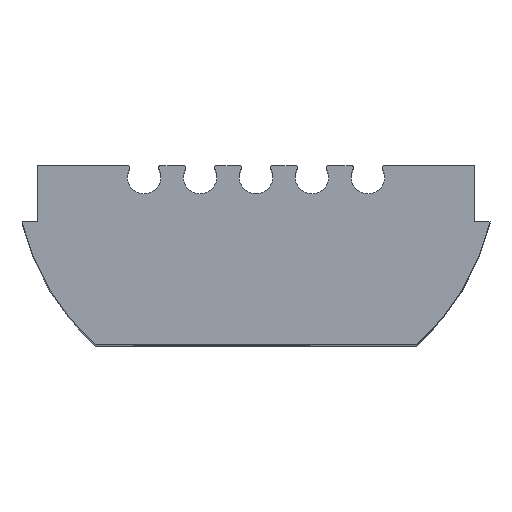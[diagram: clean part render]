
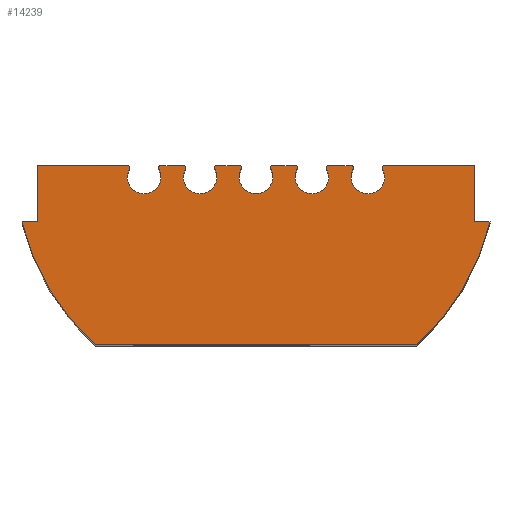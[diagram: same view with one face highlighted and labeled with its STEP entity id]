
A CAD part, top view. The second image highlights one B-rep face of the part: STEP entity #14239.
In plain terms, the highlighted planar face has unit normal (0, 0, 1).
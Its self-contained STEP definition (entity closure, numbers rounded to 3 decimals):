
#162=PLANE('',#16296);
#913=FACE_OUTER_BOUND('',#1693,.T.);
#1693=EDGE_LOOP('',(#12697,#12698,#12699,#12700,#12701,#12702,#12703,#12704,
#12705,#12706,#12707,#12708,#12709,#12710,#12711,#12712,#12713,#12714,#12715,
#12716,#12717,#12718,#12719,#12720,#12721,#12722,#12723,#12724));
#2506=LINE('',#25442,#3402);
#2522=LINE('',#25516,#3418);
#2527=LINE('',#25532,#3423);
#2565=LINE('',#25680,#3461);
#2580=LINE('',#25718,#3476);
#2581=LINE('',#25722,#3477);
#2584=LINE('',#25729,#3480);
#2585=LINE('',#25732,#3481);
#2586=LINE('',#25734,#3482);
#2587=LINE('',#25739,#3483);
#2588=LINE('',#25740,#3484);
#3402=VECTOR('',#20921,10.);
#3418=VECTOR('',#20993,10.);
#3423=VECTOR('',#21012,10.);
#3461=VECTOR('',#21168,10.);
#3476=VECTOR('',#21207,10.);
#3477=VECTOR('',#21212,10.);
#3480=VECTOR('',#21223,10.);
#3481=VECTOR('',#21226,10.);
#3482=VECTOR('',#21227,10.);
#3483=VECTOR('',#21232,10.);
#3484=VECTOR('',#21233,10.);
#4723=CIRCLE('',#16188,0.3);
#4726=CIRCLE('',#16192,3.);
#4742=CIRCLE('',#16210,0.3);
#4743=CIRCLE('',#16213,0.3);
#4744=CIRCLE('',#16215,3.);
#4745=CIRCLE('',#16217,0.3);
#4746=CIRCLE('',#16220,0.3);
#4747=CIRCLE('',#16222,3.);
#4748=CIRCLE('',#16224,0.3);
#4749=CIRCLE('',#16226,0.3);
#4750=CIRCLE('',#16228,3.);
#4751=CIRCLE('',#16230,0.3);
#4781=CIRCLE('',#16276,0.3);
#4782=CIRCLE('',#16279,0.3);
#4788=CIRCLE('',#16294,3.);
#4789=CIRCLE('',#16297,43.);
#4790=CIRCLE('',#16298,43.);
#6144=VERTEX_POINT('',#25439);
#6145=VERTEX_POINT('',#25441);
#6147=VERTEX_POINT('',#25450);
#6148=VERTEX_POINT('',#25451);
#6152=VERTEX_POINT('',#25461);
#6174=VERTEX_POINT('',#25510);
#6175=VERTEX_POINT('',#25514);
#6176=VERTEX_POINT('',#25518);
#6177=VERTEX_POINT('',#25522);
#6178=VERTEX_POINT('',#25526);
#6179=VERTEX_POINT('',#25530);
#6180=VERTEX_POINT('',#25534);
#6181=VERTEX_POINT('',#25536);
#6182=VERTEX_POINT('',#25540);
#6183=VERTEX_POINT('',#25544);
#6184=VERTEX_POINT('',#25548);
#6185=VERTEX_POINT('',#25549);
#6186=VERTEX_POINT('',#25554);
#6187=VERTEX_POINT('',#25558);
#6229=VERTEX_POINT('',#25674);
#6230=VERTEX_POINT('',#25676);
#6231=VERTEX_POINT('',#25682);
#6241=VERTEX_POINT('',#25716);
#6242=VERTEX_POINT('',#25721);
#6243=VERTEX_POINT('',#25731);
#6244=VERTEX_POINT('',#25733);
#6245=VERTEX_POINT('',#25736);
#6246=VERTEX_POINT('',#25738);
#8278=EDGE_CURVE('',#6145,#6144,#2506,.T.);
#8281=EDGE_CURVE('',#6147,#6148,#4723,.T.);
#8287=EDGE_CURVE('',#6147,#6152,#4726,.T.);
#8312=EDGE_CURVE('',#6174,#6152,#4742,.T.);
#8314=EDGE_CURVE('',#6174,#6175,#2522,.T.);
#8315=EDGE_CURVE('',#6176,#6175,#4743,.T.);
#8318=EDGE_CURVE('',#6176,#6177,#4744,.T.);
#8320=EDGE_CURVE('',#6178,#6177,#4745,.T.);
#8322=EDGE_CURVE('',#6178,#6179,#2527,.T.);
#8324=EDGE_CURVE('',#6180,#6181,#4746,.T.);
#8326=EDGE_CURVE('',#6182,#6181,#4747,.T.);
#8328=EDGE_CURVE('',#6182,#6183,#4748,.T.);
#8330=EDGE_CURVE('',#6184,#6185,#4749,.T.);
#8333=EDGE_CURVE('',#6186,#6185,#4750,.T.);
#8335=EDGE_CURVE('',#6186,#6187,#4751,.T.);
#8394=EDGE_CURVE('',#6229,#6230,#4781,.T.);
#8396=EDGE_CURVE('',#6229,#6183,#2565,.T.);
#8397=EDGE_CURVE('',#6231,#6179,#4782,.T.);
#8417=EDGE_CURVE('',#6184,#6241,#2580,.T.);
#8418=EDGE_CURVE('',#6242,#6148,#2581,.T.);
#8421=EDGE_CURVE('',#6231,#6230,#4788,.T.);
#8422=EDGE_CURVE('',#6180,#6187,#2584,.T.);
#8423=EDGE_CURVE('',#6241,#6243,#2585,.T.);
#8424=EDGE_CURVE('',#6243,#6244,#2586,.T.);
#8425=EDGE_CURVE('',#6244,#6145,#4789,.T.);
#8426=EDGE_CURVE('',#6144,#6245,#4790,.T.);
#8427=EDGE_CURVE('',#6245,#6246,#2587,.T.);
#8428=EDGE_CURVE('',#6246,#6242,#2588,.T.);
#12697=ORIENTED_EDGE('',*,*,#8281,.F.);
#12698=ORIENTED_EDGE('',*,*,#8287,.T.);
#12699=ORIENTED_EDGE('',*,*,#8312,.F.);
#12700=ORIENTED_EDGE('',*,*,#8314,.T.);
#12701=ORIENTED_EDGE('',*,*,#8315,.F.);
#12702=ORIENTED_EDGE('',*,*,#8318,.T.);
#12703=ORIENTED_EDGE('',*,*,#8320,.F.);
#12704=ORIENTED_EDGE('',*,*,#8322,.T.);
#12705=ORIENTED_EDGE('',*,*,#8397,.F.);
#12706=ORIENTED_EDGE('',*,*,#8421,.T.);
#12707=ORIENTED_EDGE('',*,*,#8394,.F.);
#12708=ORIENTED_EDGE('',*,*,#8396,.T.);
#12709=ORIENTED_EDGE('',*,*,#8328,.F.);
#12710=ORIENTED_EDGE('',*,*,#8326,.T.);
#12711=ORIENTED_EDGE('',*,*,#8324,.F.);
#12712=ORIENTED_EDGE('',*,*,#8422,.T.);
#12713=ORIENTED_EDGE('',*,*,#8335,.F.);
#12714=ORIENTED_EDGE('',*,*,#8333,.T.);
#12715=ORIENTED_EDGE('',*,*,#8330,.F.);
#12716=ORIENTED_EDGE('',*,*,#8417,.T.);
#12717=ORIENTED_EDGE('',*,*,#8423,.T.);
#12718=ORIENTED_EDGE('',*,*,#8424,.T.);
#12719=ORIENTED_EDGE('',*,*,#8425,.T.);
#12720=ORIENTED_EDGE('',*,*,#8278,.T.);
#12721=ORIENTED_EDGE('',*,*,#8426,.T.);
#12722=ORIENTED_EDGE('',*,*,#8427,.T.);
#12723=ORIENTED_EDGE('',*,*,#8428,.T.);
#12724=ORIENTED_EDGE('',*,*,#8418,.T.);
#14239=ADVANCED_FACE('',(#913),#162,.T.);
#16188=AXIS2_PLACEMENT_3D('',#25452,#20932,#20933);
#16192=AXIS2_PLACEMENT_3D('',#25463,#20943,#20944);
#16210=AXIS2_PLACEMENT_3D('',#25512,#20988,#20989);
#16213=AXIS2_PLACEMENT_3D('',#25519,#20996,#20997);
#16215=AXIS2_PLACEMENT_3D('',#25524,#21002,#21003);
#16217=AXIS2_PLACEMENT_3D('',#25528,#21007,#21008);
#16220=AXIS2_PLACEMENT_3D('',#25537,#21016,#21017);
#16222=AXIS2_PLACEMENT_3D('',#25541,#21021,#21022);
#16224=AXIS2_PLACEMENT_3D('',#25545,#21026,#21027);
#16226=AXIS2_PLACEMENT_3D('',#25550,#21031,#21032);
#16228=AXIS2_PLACEMENT_3D('',#25555,#21037,#21038);
#16230=AXIS2_PLACEMENT_3D('',#25559,#21042,#21043);
#16276=AXIS2_PLACEMENT_3D('',#25677,#21163,#21164);
#16279=AXIS2_PLACEMENT_3D('',#25683,#21171,#21172);
#16294=AXIS2_PLACEMENT_3D('',#25727,#21219,#21220);
#16296=AXIS2_PLACEMENT_3D('',#25730,#21224,#21225);
#16297=AXIS2_PLACEMENT_3D('',#25735,#21228,#21229);
#16298=AXIS2_PLACEMENT_3D('',#25737,#21230,#21231);
#20921=DIRECTION('',(1.,0.,0.));
#20932=DIRECTION('center_axis',(0.,0.,-1.));
#20933=DIRECTION('ref_axis',(-0.87,0.492,0.));
#20943=DIRECTION('center_axis',(0.,0.,-1.));
#20944=DIRECTION('ref_axis',(1.,0.,0.));
#20988=DIRECTION('center_axis',(0.,0.,-1.));
#20989=DIRECTION('ref_axis',(0.87,0.492,0.));
#20993=DIRECTION('',(-1.,0.,0.));
#20996=DIRECTION('center_axis',(0.,0.,-1.));
#20997=DIRECTION('ref_axis',(-0.87,0.492,0.));
#21002=DIRECTION('center_axis',(0.,0.,-1.));
#21003=DIRECTION('ref_axis',(1.,0.,0.));
#21007=DIRECTION('center_axis',(0.,0.,-1.));
#21008=DIRECTION('ref_axis',(0.87,0.492,0.));
#21012=DIRECTION('',(-1.,0.,0.));
#21016=DIRECTION('center_axis',(0.,0.,-1.));
#21017=DIRECTION('ref_axis',(0.87,0.492,0.));
#21021=DIRECTION('center_axis',(0.,0.,-1.));
#21022=DIRECTION('ref_axis',(1.,0.,0.));
#21026=DIRECTION('center_axis',(0.,0.,-1.));
#21027=DIRECTION('ref_axis',(-0.87,0.492,0.));
#21031=DIRECTION('center_axis',(0.,0.,-1.));
#21032=DIRECTION('ref_axis',(0.87,0.492,0.));
#21037=DIRECTION('center_axis',(0.,0.,-1.));
#21038=DIRECTION('ref_axis',(1.,0.,0.));
#21042=DIRECTION('center_axis',(0.,0.,-1.));
#21043=DIRECTION('ref_axis',(-0.87,0.492,0.));
#21163=DIRECTION('center_axis',(0.,0.,-1.));
#21164=DIRECTION('ref_axis',(0.87,0.492,0.));
#21168=DIRECTION('',(-1.,0.,0.));
#21171=DIRECTION('center_axis',(0.,0.,-1.));
#21172=DIRECTION('ref_axis',(-0.87,0.492,0.));
#21207=DIRECTION('',(-1.,0.,0.));
#21212=DIRECTION('',(-1.,0.,0.));
#21219=DIRECTION('center_axis',(0.,0.,-1.));
#21220=DIRECTION('ref_axis',(1.,0.,0.));
#21223=DIRECTION('',(-1.,0.,0.));
#21224=DIRECTION('center_axis',(0.,0.,1.));
#21225=DIRECTION('ref_axis',(1.,0.,0.));
#21226=DIRECTION('',(0.,-1.,0.));
#21227=DIRECTION('',(-1.,0.,0.));
#21228=DIRECTION('center_axis',(0.,0.,1.));
#21229=DIRECTION('ref_axis',(-1.,0.,0.));
#21230=DIRECTION('center_axis',(0.,0.,1.));
#21231=DIRECTION('ref_axis',(0.668,-0.744,0.));
#21232=DIRECTION('',(-1.,0.,0.));
#21233=DIRECTION('',(0.,1.,0.));
#25439=CARTESIAN_POINT('',(28.723,-32.,65.));
#25441=CARTESIAN_POINT('',(-28.723,-32.,65.));
#25442=CARTESIAN_POINT('',(-28.723,-32.,65.));
#25450=CARTESIAN_POINT('',(22.571,-0.455,65.));
#25451=CARTESIAN_POINT('',(22.828,0.,65.));
#25452=CARTESIAN_POINT('Origin',(22.828,-0.3,65.));
#25461=CARTESIAN_POINT('',(17.429,-0.455,65.));
#25463=CARTESIAN_POINT('Origin',(20.,-2.,65.));
#25510=CARTESIAN_POINT('',(17.172,0.,65.));
#25512=CARTESIAN_POINT('Origin',(17.172,-0.3,65.));
#25514=CARTESIAN_POINT('',(12.828,0.,65.));
#25516=CARTESIAN_POINT('',(43.,0.,65.));
#25518=CARTESIAN_POINT('',(12.571,-0.455,65.));
#25519=CARTESIAN_POINT('Origin',(12.828,-0.3,65.));
#25522=CARTESIAN_POINT('',(7.429,-0.455,65.));
#25524=CARTESIAN_POINT('Origin',(10.,-2.,65.));
#25526=CARTESIAN_POINT('',(7.172,0.,65.));
#25528=CARTESIAN_POINT('Origin',(7.172,-0.3,65.));
#25530=CARTESIAN_POINT('',(2.828,0.,65.));
#25532=CARTESIAN_POINT('',(43.,0.,65.));
#25534=CARTESIAN_POINT('',(-12.828,0.,65.));
#25536=CARTESIAN_POINT('',(-12.571,-0.455,65.));
#25537=CARTESIAN_POINT('Origin',(-12.828,-0.3,65.));
#25540=CARTESIAN_POINT('',(-7.429,-0.455,65.));
#25541=CARTESIAN_POINT('Origin',(-10.,-2.,65.));
#25544=CARTESIAN_POINT('',(-7.172,0.,65.));
#25545=CARTESIAN_POINT('Origin',(-7.172,-0.3,65.));
#25548=CARTESIAN_POINT('',(-22.828,0.,65.));
#25549=CARTESIAN_POINT('',(-22.571,-0.455,65.));
#25550=CARTESIAN_POINT('Origin',(-22.828,-0.3,65.));
#25554=CARTESIAN_POINT('',(-17.429,-0.455,65.));
#25555=CARTESIAN_POINT('Origin',(-20.,-2.,65.));
#25558=CARTESIAN_POINT('',(-17.172,0.,65.));
#25559=CARTESIAN_POINT('Origin',(-17.172,-0.3,65.));
#25674=CARTESIAN_POINT('',(-2.828,0.,65.));
#25676=CARTESIAN_POINT('',(-2.571,-0.455,65.));
#25677=CARTESIAN_POINT('Origin',(-2.828,-0.3,65.));
#25680=CARTESIAN_POINT('',(43.,0.,65.));
#25682=CARTESIAN_POINT('',(2.571,-0.455,65.));
#25683=CARTESIAN_POINT('Origin',(2.828,-0.3,65.));
#25716=CARTESIAN_POINT('',(-39.,0.,65.));
#25718=CARTESIAN_POINT('',(43.,0.,65.));
#25721=CARTESIAN_POINT('',(39.,0.,65.));
#25722=CARTESIAN_POINT('',(43.,0.,65.));
#25727=CARTESIAN_POINT('Origin',(0.,-2.,65.));
#25729=CARTESIAN_POINT('',(43.,0.,65.));
#25730=CARTESIAN_POINT('Origin',(0.,-16.,65.));
#25731=CARTESIAN_POINT('',(-39.,-10.,65.));
#25732=CARTESIAN_POINT('',(-39.,-8.,65.));
#25733=CARTESIAN_POINT('',(-41.821,-10.,65.));
#25734=CARTESIAN_POINT('',(-19.5,-10.,65.));
#25735=CARTESIAN_POINT('Origin',(0.,0.,65.));
#25736=CARTESIAN_POINT('',(41.821,-10.,65.));
#25737=CARTESIAN_POINT('Origin',(0.,0.,65.));
#25738=CARTESIAN_POINT('',(39.,-10.,65.));
#25739=CARTESIAN_POINT('',(21.5,-10.,65.));
#25740=CARTESIAN_POINT('',(39.,-13.,65.));
